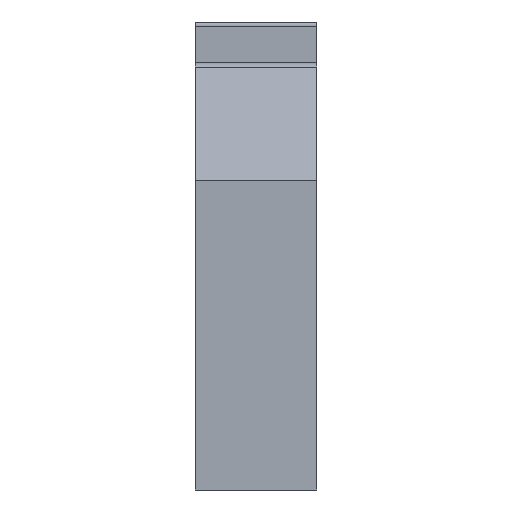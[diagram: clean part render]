
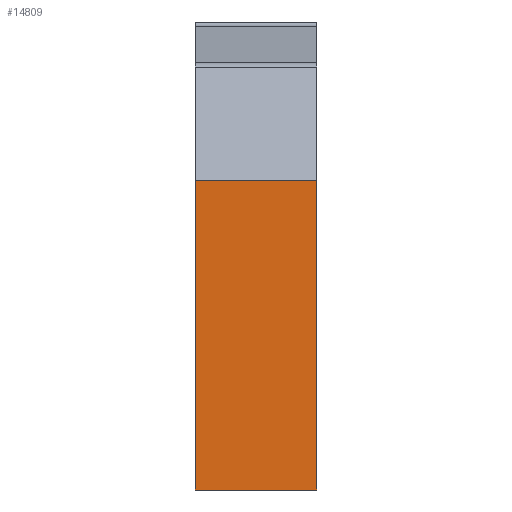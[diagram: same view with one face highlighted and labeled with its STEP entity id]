
A CAD part, left-side view. The second image highlights one B-rep face of the part: STEP entity #14809.
In plain terms, the highlighted planar face has unit normal (-1, 0, 0).
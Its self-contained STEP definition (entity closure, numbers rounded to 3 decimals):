
#867 = CARTESIAN_POINT ( 'NONE',  ( 0., 0.75, 0. ) ) ;
#1235 = VERTEX_POINT ( 'NONE', #24874 ) ;
#1661 = CARTESIAN_POINT ( 'NONE',  ( 0., 6., 0. ) ) ;
#1754 = VECTOR ( 'NONE', #10854, 1000. ) ;
#1869 = VERTEX_POINT ( 'NONE', #17248 ) ;
#2693 = CARTESIAN_POINT ( 'NONE',  ( 0., 0.75, 15.329 ) ) ;
#2757 = VERTEX_POINT ( 'NONE', #1661 ) ;
#4419 = EDGE_CURVE ( 'NONE', #1235, #2757, #17297, .T. ) ;
#6515 = ORIENTED_EDGE ( 'NONE', *, *, #15313, .T. ) ;
#6563 = ORIENTED_EDGE ( 'NONE', *, *, #18338, .F. ) ;
#7114 = CARTESIAN_POINT ( 'NONE',  ( 0., 6., 15.329 ) ) ;
#7282 = LINE ( 'NONE', #15488, #24255 ) ;
#7644 = DIRECTION ( 'NONE',  ( 0., 0., 1. ) ) ;
#10359 = DIRECTION ( 'NONE',  ( 0., 0., 1. ) ) ;
#10638 = EDGE_LOOP ( 'NONE', ( #6515, #6563, #12674, #16333 ) ) ;
#10854 = DIRECTION ( 'NONE',  ( 0., -1., 0. ) ) ;
#12674 = ORIENTED_EDGE ( 'NONE', *, *, #25261, .F. ) ;
#14364 = LINE ( 'NONE', #20520, #24160 ) ;
#14809 = ADVANCED_FACE ( 'NONE', ( #15946 ), #25995, .F. ) ;
#15127 = VECTOR ( 'NONE', #15200, 1000. ) ;
#15143 = LINE ( 'NONE', #2693, #1754 ) ;
#15200 = DIRECTION ( 'NONE',  ( 0., 1., 0. ) ) ;
#15313 = EDGE_CURVE ( 'NONE', #1235, #1869, #14364, .T. ) ;
#15488 = CARTESIAN_POINT ( 'NONE',  ( 0., 6., 15.329 ) ) ;
#15825 = DIRECTION ( 'NONE',  ( 1., 0., 0. ) ) ;
#15946 = FACE_OUTER_BOUND ( 'NONE', #10638, .T. ) ;
#16234 = VERTEX_POINT ( 'NONE', #7114 ) ;
#16333 = ORIENTED_EDGE ( 'NONE', *, *, #4419, .F. ) ;
#17248 = CARTESIAN_POINT ( 'NONE',  ( 0., 0., 15.329 ) ) ;
#17297 = LINE ( 'NONE', #867, #15127 ) ;
#18338 = EDGE_CURVE ( 'NONE', #16234, #1869, #15143, .T. ) ;
#20520 = CARTESIAN_POINT ( 'NONE',  ( 0., 0., 15.329 ) ) ;
#22739 = CARTESIAN_POINT ( 'NONE',  ( 0., 0.75, 15.329 ) ) ;
#23640 = DIRECTION ( 'NONE',  ( 0., 0., 1. ) ) ;
#24160 = VECTOR ( 'NONE', #10359, 1000. ) ;
#24255 = VECTOR ( 'NONE', #23640, 1000. ) ;
#24874 = CARTESIAN_POINT ( 'NONE',  ( 0., 0., 0. ) ) ;
#24997 = AXIS2_PLACEMENT_3D ( 'NONE', #22739, #15825, #7644 ) ;
#25261 = EDGE_CURVE ( 'NONE', #2757, #16234, #7282, .T. ) ;
#25995 = PLANE ( 'NONE',  #24997 ) ;
